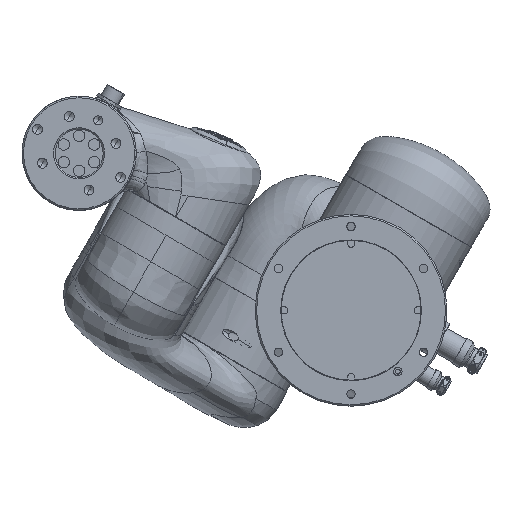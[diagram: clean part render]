
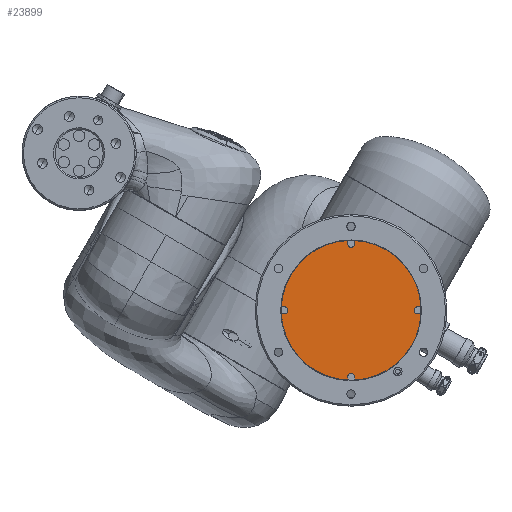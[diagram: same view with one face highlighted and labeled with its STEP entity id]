
A CAD part, front view. The second image highlights one B-rep face of the part: STEP entity #23899.
In plain terms, the highlighted planar face has unit normal (0, -1, 0).
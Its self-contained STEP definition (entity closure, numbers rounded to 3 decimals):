
#306 = ORIENTED_EDGE ( 'NONE', *, *, #53825, .T. ) ;
#431 = ORIENTED_EDGE ( 'NONE', *, *, #31611, .T. ) ;
#484 = AXIS2_PLACEMENT_3D ( 'NONE', #26964, #85384, #113048 ) ;
#1988 = LINE ( 'NONE', #109396, #5062 ) ;
#3520 = CARTESIAN_POINT ( 'NONE',  ( 48.082, 45.159, 140.782 ) ) ;
#5062 = VECTOR ( 'NONE', #23305, 1000. ) ;
#7225 = CARTESIAN_POINT ( 'NONE',  ( 91.982, 45.159, 94.782 ) ) ;
#7618 = CIRCLE ( 'NONE', #19700, 45.9 ) ;
#9289 = DIRECTION ( 'NONE',  ( 1., 0., 0. ) ) ;
#11156 = DIRECTION ( 'NONE',  ( 0., 0., -1. ) ) ;
#11230 = CIRCLE ( 'NONE', #63472, 45.9 ) ;
#11889 = VERTEX_POINT ( 'NONE', #46906 ) ;
#12765 = VERTEX_POINT ( 'NONE', #107662 ) ;
#14464 = EDGE_CURVE ( 'NONE', #114936, #72002, #104730, .T. ) ;
#15588 = VERTEX_POINT ( 'NONE', #104428 ) ;
#16091 = DIRECTION ( 'NONE',  ( 0., -1., 0. ) ) ;
#16801 = ORIENTED_EDGE ( 'NONE', *, *, #61382, .T. ) ;
#18385 = DIRECTION ( 'NONE',  ( 0., 1., 0. ) ) ;
#18796 = ORIENTED_EDGE ( 'NONE', *, *, #123616, .T. ) ;
#19700 = AXIS2_PLACEMENT_3D ( 'NONE', #56425, #123636, #9289 ) ;
#20090 = CARTESIAN_POINT ( 'NONE',  ( 43.482, 45.159, 142.925 ) ) ;
#20365 = ORIENTED_EDGE ( 'NONE', *, *, #107513, .T. ) ;
#21476 = CARTESIAN_POINT ( 'NONE',  ( 48.082, 45.159, 51.24 ) ) ;
#22019 = AXIS2_PLACEMENT_3D ( 'NONE', #47917, #18385, #123937 ) ;
#22029 = DIRECTION ( 'NONE',  ( -1., 0., 0. ) ) ;
#22980 = DIRECTION ( 'NONE',  ( 0., 1., 0. ) ) ;
#23057 = FACE_OUTER_BOUND ( 'NONE', #63382, .T. ) ;
#23301 = EDGE_CURVE ( 'NONE', #89937, #112900, #7618, .T. ) ;
#23305 = DIRECTION ( 'NONE',  ( 0., 0., 1. ) ) ;
#23449 = EDGE_CURVE ( 'NONE', #115074, #31501, #93931, .T. ) ;
#23899 = ADVANCED_FACE ( 'NONE', ( #23057 ), #61400, .T. ) ;
#24228 = CARTESIAN_POINT ( 'NONE',  ( 45.782, 45.159, 97.082 ) ) ;
#24373 = ORIENTED_EDGE ( 'NONE', *, *, #39206, .T. ) ;
#24583 = AXIS2_PLACEMENT_3D ( 'NONE', #24228, #22980, #61321 ) ;
#26218 = EDGE_CURVE ( 'NONE', #29278, #48826, #97077, .T. ) ;
#26759 = CARTESIAN_POINT ( 'NONE',  ( 48.082, 45.159, 142.925 ) ) ;
#26964 = CARTESIAN_POINT ( 'NONE',  ( 2.082, 45.159, 97.082 ) ) ;
#27142 = ORIENTED_EDGE ( 'NONE', *, *, #61547, .F. ) ;
#28986 = LINE ( 'NONE', #105635, #60421 ) ;
#29124 = EDGE_CURVE ( 'NONE', #66641, #72002, #28986, .T. ) ;
#29278 = VERTEX_POINT ( 'NONE', #52811 ) ;
#30079 = VERTEX_POINT ( 'NONE', #101263 ) ;
#31269 = DIRECTION ( 'NONE',  ( 0., 1., 0. ) ) ;
#31501 = VERTEX_POINT ( 'NONE', #99935 ) ;
#31611 = EDGE_CURVE ( 'NONE', #59193, #15588, #71645, .T. ) ;
#32019 = VECTOR ( 'NONE', #51176, 1000. ) ;
#32071 = CIRCLE ( 'NONE', #22019, 2.3 ) ;
#32413 = CARTESIAN_POINT ( 'NONE',  ( 45.782, 45.159, 53.382 ) ) ;
#33035 = DIRECTION ( 'NONE',  ( 0., 1., 0. ) ) ;
#33557 = ORIENTED_EDGE ( 'NONE', *, *, #54427, .T. ) ;
#34639 = DIRECTION ( 'NONE',  ( 0., 0., -1. ) ) ;
#35262 = CARTESIAN_POINT ( 'NONE',  ( 48.082, 45.159, 97.082 ) ) ;
#35556 = ORIENTED_EDGE ( 'NONE', *, *, #47547, .F. ) ;
#38022 = AXIS2_PLACEMENT_3D ( 'NONE', #61713, #81803, #120746 ) ;
#39206 = EDGE_CURVE ( 'NONE', #89937, #92759, #75669, .T. ) ;
#39595 = CARTESIAN_POINT ( 'NONE',  ( 91.624, 45.159, 99.382 ) ) ;
#40442 = CARTESIAN_POINT ( 'NONE',  ( 48.082, 45.159, 97.082 ) ) ;
#40732 = CARTESIAN_POINT ( 'NONE',  ( 89.482, 45.159, 99.382 ) ) ;
#44369 = CARTESIAN_POINT ( 'NONE',  ( 45.782, 45.159, 138.482 ) ) ;
#46121 = ORIENTED_EDGE ( 'NONE', *, *, #23301, .F. ) ;
#46906 = CARTESIAN_POINT ( 'NONE',  ( 43.482, 45.159, 51.24 ) ) ;
#47547 = EDGE_CURVE ( 'NONE', #11889, #15588, #11230, .T. ) ;
#47831 = ORIENTED_EDGE ( 'NONE', *, *, #53133, .T. ) ;
#47917 = CARTESIAN_POINT ( 'NONE',  ( 45.782, 45.159, 140.782 ) ) ;
#48826 = VERTEX_POINT ( 'NONE', #120521 ) ;
#49306 = CARTESIAN_POINT ( 'NONE',  ( 91.982, 45.159, 99.382 ) ) ;
#50452 = VECTOR ( 'NONE', #22029, 1000. ) ;
#51176 = DIRECTION ( 'NONE',  ( 1., 0., 0. ) ) ;
#52811 = CARTESIAN_POINT ( 'NONE',  ( -0.06, 45.159, 99.382 ) ) ;
#53133 = EDGE_CURVE ( 'NONE', #31501, #75219, #1988, .T. ) ;
#53384 = DIRECTION ( 'NONE',  ( 0., 1., 0. ) ) ;
#53825 = EDGE_CURVE ( 'NONE', #114936, #107370, #104550, .T. ) ;
#54128 = CIRCLE ( 'NONE', #38022, 45.9 ) ;
#54427 = EDGE_CURVE ( 'NONE', #92759, #66641, #63278, .T. ) ;
#55899 = ORIENTED_EDGE ( 'NONE', *, *, #66523, .T. ) ;
#56425 = CARTESIAN_POINT ( 'NONE',  ( 45.782, 45.159, 97.082 ) ) ;
#57234 = AXIS2_PLACEMENT_3D ( 'NONE', #65132, #53384, #89869 ) ;
#57871 = DIRECTION ( 'NONE',  ( 1., 0., 0. ) ) ;
#59193 = VERTEX_POINT ( 'NONE', #113511 ) ;
#60421 = VECTOR ( 'NONE', #57871, 1000. ) ;
#61321 = DIRECTION ( 'NONE',  ( 1., 0., 0. ) ) ;
#61382 = EDGE_CURVE ( 'NONE', #107370, #115074, #32071, .T. ) ;
#61400 = PLANE ( 'NONE',  #69989 ) ;
#61547 = EDGE_CURVE ( 'NONE', #29278, #75219, #54128, .T. ) ;
#61713 = CARTESIAN_POINT ( 'NONE',  ( 45.782, 45.159, 97.082 ) ) ;
#63278 = CIRCLE ( 'NONE', #57234, 2.3 ) ;
#63381 = AXIS2_PLACEMENT_3D ( 'NONE', #32413, #33035, #100279 ) ;
#63382 = EDGE_LOOP ( 'NONE', ( #55899, #20365, #18796, #46121, #24373, #33557, #68431, #86955, #306, #16801, #88630, #47831, #27142, #82831, #92887, #431, #35556 ) ) ;
#63472 = AXIS2_PLACEMENT_3D ( 'NONE', #64137, #111892, #84828 ) ;
#64137 = CARTESIAN_POINT ( 'NONE',  ( 45.782, 45.159, 97.082 ) ) ;
#65132 = CARTESIAN_POINT ( 'NONE',  ( 89.482, 45.159, 97.082 ) ) ;
#66523 = EDGE_CURVE ( 'NONE', #11889, #12765, #90349, .T. ) ;
#66641 = VERTEX_POINT ( 'NONE', #40732 ) ;
#68431 = ORIENTED_EDGE ( 'NONE', *, *, #29124, .T. ) ;
#68642 = LINE ( 'NONE', #35262, #84630 ) ;
#69989 = AXIS2_PLACEMENT_3D ( 'NONE', #102202, #16091, #81493 ) ;
#71414 = CIRCLE ( 'NONE', #63381, 2.3 ) ;
#71645 = LINE ( 'NONE', #118162, #50452 ) ;
#72002 = VERTEX_POINT ( 'NONE', #39595 ) ;
#73047 = EDGE_CURVE ( 'NONE', #48826, #59193, #80775, .T. ) ;
#73770 = CARTESIAN_POINT ( 'NONE',  ( 89.482, 45.159, 94.782 ) ) ;
#75219 = VERTEX_POINT ( 'NONE', #20090 ) ;
#75669 = LINE ( 'NONE', #7225, #78519 ) ;
#78519 = VECTOR ( 'NONE', #122795, 1000. ) ;
#80056 = VECTOR ( 'NONE', #118007, 1000. ) ;
#80775 = CIRCLE ( 'NONE', #484, 2.3 ) ;
#81493 = DIRECTION ( 'NONE',  ( 1., 0., 0. ) ) ;
#81803 = DIRECTION ( 'NONE',  ( 0., 1., 0. ) ) ;
#82831 = ORIENTED_EDGE ( 'NONE', *, *, #26218, .T. ) ;
#84630 = VECTOR ( 'NONE', #34639, 1000. ) ;
#84828 = DIRECTION ( 'NONE',  ( 1., 0., 0. ) ) ;
#85384 = DIRECTION ( 'NONE',  ( 0., 1., 0. ) ) ;
#86955 = ORIENTED_EDGE ( 'NONE', *, *, #14464, .F. ) ;
#88630 = ORIENTED_EDGE ( 'NONE', *, *, #23449, .T. ) ;
#89869 = DIRECTION ( 'NONE',  ( 0., 0., -1. ) ) ;
#89937 = VERTEX_POINT ( 'NONE', #110578 ) ;
#89991 = AXIS2_PLACEMENT_3D ( 'NONE', #116726, #31269, #11156 ) ;
#90349 = LINE ( 'NONE', #119244, #80056 ) ;
#92759 = VERTEX_POINT ( 'NONE', #73770 ) ;
#92887 = ORIENTED_EDGE ( 'NONE', *, *, #73047, .T. ) ;
#93931 = CIRCLE ( 'NONE', #89991, 2.3 ) ;
#97077 = LINE ( 'NONE', #49306, #32019 ) ;
#99935 = CARTESIAN_POINT ( 'NONE',  ( 43.482, 45.159, 140.782 ) ) ;
#100279 = DIRECTION ( 'NONE',  ( 0., 0., -1. ) ) ;
#101263 = CARTESIAN_POINT ( 'NONE',  ( 48.082, 45.159, 53.382 ) ) ;
#102202 = CARTESIAN_POINT ( 'NONE',  ( 91.982, 45.159, 97.082 ) ) ;
#104428 = CARTESIAN_POINT ( 'NONE',  ( -0.06, 45.159, 94.782 ) ) ;
#104550 = LINE ( 'NONE', #40442, #107414 ) ;
#104730 = CIRCLE ( 'NONE', #24583, 45.9 ) ;
#105635 = CARTESIAN_POINT ( 'NONE',  ( 91.982, 45.159, 99.382 ) ) ;
#107370 = VERTEX_POINT ( 'NONE', #3520 ) ;
#107414 = VECTOR ( 'NONE', #124006, 1000. ) ;
#107513 = EDGE_CURVE ( 'NONE', #12765, #30079, #71414, .T. ) ;
#107662 = CARTESIAN_POINT ( 'NONE',  ( 43.482, 45.159, 53.382 ) ) ;
#109396 = CARTESIAN_POINT ( 'NONE',  ( 43.482, 45.159, 97.082 ) ) ;
#110578 = CARTESIAN_POINT ( 'NONE',  ( 91.624, 45.159, 94.782 ) ) ;
#111892 = DIRECTION ( 'NONE',  ( 0., 1., 0. ) ) ;
#112900 = VERTEX_POINT ( 'NONE', #21476 ) ;
#113048 = DIRECTION ( 'NONE',  ( 0., 0., -1. ) ) ;
#113511 = CARTESIAN_POINT ( 'NONE',  ( 2.082, 45.159, 94.782 ) ) ;
#114936 = VERTEX_POINT ( 'NONE', #26759 ) ;
#115074 = VERTEX_POINT ( 'NONE', #44369 ) ;
#116726 = CARTESIAN_POINT ( 'NONE',  ( 45.782, 45.159, 140.782 ) ) ;
#118007 = DIRECTION ( 'NONE',  ( 0., 0., 1. ) ) ;
#118162 = CARTESIAN_POINT ( 'NONE',  ( 91.982, 45.159, 94.782 ) ) ;
#119244 = CARTESIAN_POINT ( 'NONE',  ( 43.482, 45.159, 97.082 ) ) ;
#120521 = CARTESIAN_POINT ( 'NONE',  ( 2.082, 45.159, 99.382 ) ) ;
#120746 = DIRECTION ( 'NONE',  ( 1., 0., 0. ) ) ;
#122795 = DIRECTION ( 'NONE',  ( -1., 0., 0. ) ) ;
#123616 = EDGE_CURVE ( 'NONE', #30079, #112900, #68642, .T. ) ;
#123636 = DIRECTION ( 'NONE',  ( 0., 1., 0. ) ) ;
#123937 = DIRECTION ( 'NONE',  ( 0., 0., -1. ) ) ;
#124006 = DIRECTION ( 'NONE',  ( 0., 0., -1. ) ) ;
